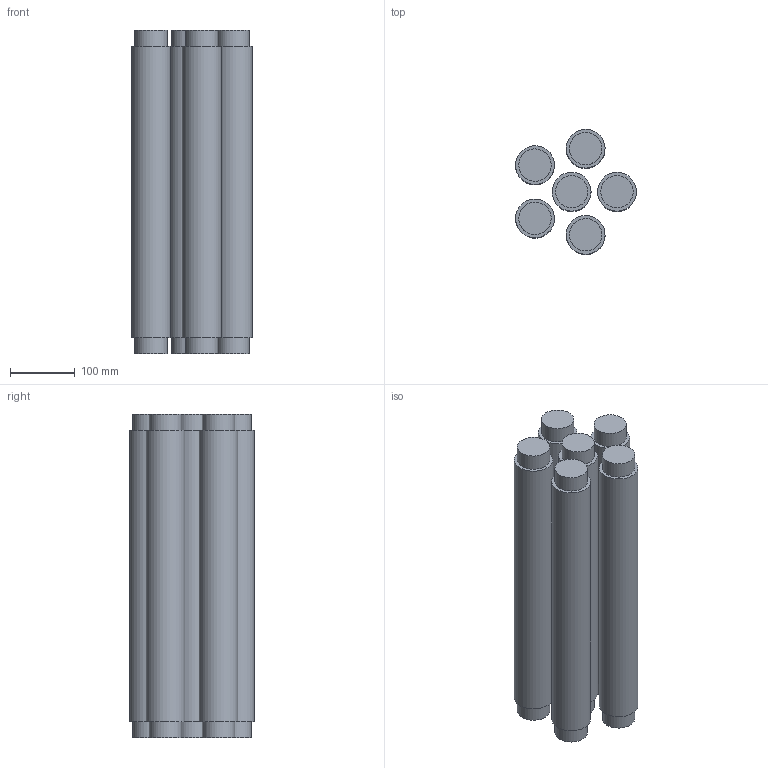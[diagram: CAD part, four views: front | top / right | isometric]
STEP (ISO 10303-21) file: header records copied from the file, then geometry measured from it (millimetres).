
FILE_DESCRIPTION(/* description */ ('STEP AP242','CAx-IF Rec.Pracs.---Representation and Presentation of Product Manufacturing Information (PMI)---4.0---2014-10-13','CAx-IF Rec.Pracs.---3D Tessellated Geometry---0.4---2014-09-14','2;1'),/* implementation_level */ '2;1');
FILE_NAME(/* name */ '62e24ba4785cf216998386db',/* time_stamp */ '2022-07-28T08:41:09+00:00',/* author */ (''),/* organization */ (''),/* preprocessor_version */ 'ST-DEVELOPER v18.102',/* originating_system */ ' ',/* authorisation */ ' ');
FILE_SCHEMA (('AP242_MANAGED_MODEL_BASED_3D_ENGINEERING_MIM_LF { 1 0 10303 442 1 1 4 }'));
Length unit declared in the file: metre
Products named in the file (12): cladding; fuel
Bounding box: 186.56 x 193.11 x 500 mm (x, y, z)
Volume: 8223118.8 mm3; surface area: 1438221.1 mm2
Topology: 12 solids, 12 shells, 42 faces, 54 edges, 36 vertices
Faces by surface type: plane 24, cylinder 18
Full cylindrical faces by diameter (mm): 50 x12, 60 x6
Entity records: 1106 total; most frequent: DIRECTION 180, CARTESIAN_POINT 126, AXIS2_PLACEMENT_3D 90, ORIENTED_EDGE 72, EDGE_LOOP 72, FACE_BOUND 72, ADVANCED_FACE 42, EDGE_CURVE 36
